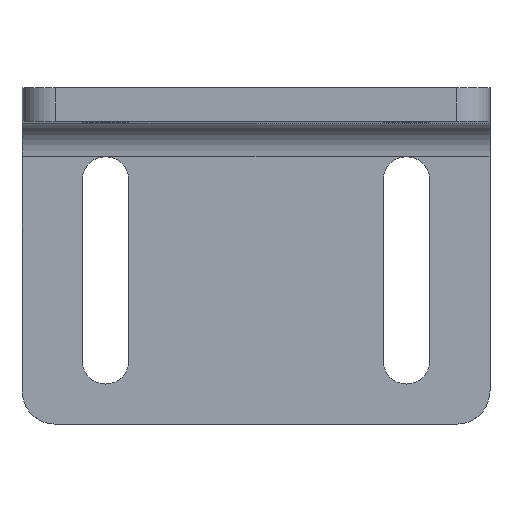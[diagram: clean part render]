
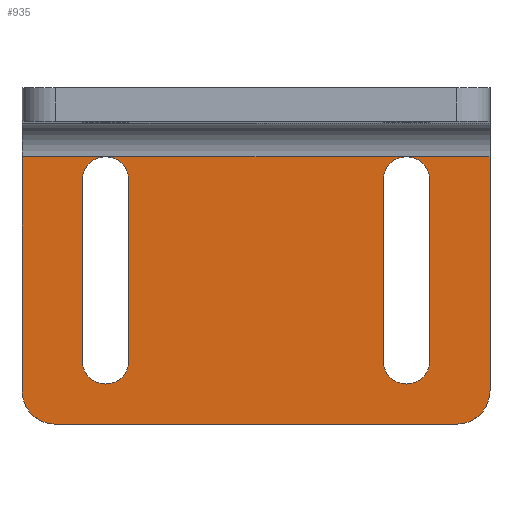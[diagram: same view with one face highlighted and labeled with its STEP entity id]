
A CAD part, top view. The second image highlights one B-rep face of the part: STEP entity #935.
In plain terms, the highlighted planar face has unit normal (0, 0, 1).
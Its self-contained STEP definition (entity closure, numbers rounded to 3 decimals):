
#237=CARTESIAN_POINT('',(-35.,-45.0,5.0));
#238=VERTEX_POINT('',#237);
#245=CARTESIAN_POINT('',(-35.,-10.,5.0));
#246=VERTEX_POINT('',#245);
#247=CARTESIAN_POINT('',(-35.,-45.0,5.0));
#248=DIRECTION('',(0.0,1.0,0.0));
#249=VECTOR('',#248,35.0);
#250=LINE('',#247,#249);
#251=EDGE_CURVE('',#238,#246,#250,.T.);
#285=CARTESIAN_POINT('',(-30.,-50.0,5.0));
#286=VERTEX_POINT('',#285);
#287=CARTESIAN_POINT('',(-30.,-45.0,5.0));
#288=DIRECTION('',(0.0,0.0,-1.));
#289=DIRECTION('',(-0.707,-0.707,0.0));
#290=AXIS2_PLACEMENT_3D('',#287,#288,#289);
#291=CIRCLE('',#290,5.);
#292=EDGE_CURVE('',#286,#238,#291,.T.);
#461=CARTESIAN_POINT('',(35.0,-10.0,5.0));
#462=VERTEX_POINT('',#461);
#479=CARTESIAN_POINT('',(-22.5,-10.,5.0));
#480=VERTEX_POINT('',#479);
#481=CARTESIAN_POINT('',(-35.,-10.,5.0));
#482=DIRECTION('',(1.0,0.0,0.0));
#483=VECTOR('',#482,12.5);
#484=LINE('',#481,#483);
#485=EDGE_CURVE('',#246,#480,#484,.T.);
#487=CARTESIAN_POINT('',(22.5,-10.,5.0));
#488=VERTEX_POINT('',#487);
#489=CARTESIAN_POINT('',(-22.5,-10.,5.0));
#490=DIRECTION('',(1.0,0.0,0.0));
#491=VECTOR('',#490,45.0);
#492=LINE('',#489,#491);
#493=EDGE_CURVE('',#480,#488,#492,.T.);
#495=CARTESIAN_POINT('',(22.5,-10.,5.0));
#496=DIRECTION('',(1.0,0.0,0.0));
#497=VECTOR('',#496,12.5);
#498=LINE('',#495,#497);
#499=EDGE_CURVE('',#488,#462,#498,.T.);
#642=CARTESIAN_POINT('',(35.,-45.,5.0));
#643=VERTEX_POINT('',#642);
#644=CARTESIAN_POINT('',(35.0,-10.0,5.0));
#645=DIRECTION('',(0.0,-1.0,0.0));
#646=VECTOR('',#645,35.);
#647=LINE('',#644,#646);
#648=EDGE_CURVE('',#462,#643,#647,.T.);
#665=CARTESIAN_POINT('',(30.,-50.,5.0));
#666=VERTEX_POINT('',#665);
#667=CARTESIAN_POINT('',(30.,-45.,5.0));
#668=DIRECTION('',(0.0,0.0,-1.));
#669=DIRECTION('',(0.707,-0.707,0.0));
#670=AXIS2_PLACEMENT_3D('',#667,#668,#669);
#671=CIRCLE('',#670,5.);
#672=EDGE_CURVE('',#643,#666,#671,.T.);
#833=CARTESIAN_POINT('',(-17.5,-25.,5.0));
#834=DIRECTION('',(0.0,0.0,1.0));
#835=DIRECTION('',(1.0,0.0,0.0));
#836=AXIS2_PLACEMENT_3D('',#833,#834,#835);
#837=PLANE('',#836);
#838=ORIENTED_EDGE('',*,*,#292,.F.);
#839=CARTESIAN_POINT('',(30.,-50.,5.0));
#840=DIRECTION('',(-1.0,0.0,0.0));
#841=VECTOR('',#840,60.);
#842=LINE('',#839,#841);
#843=EDGE_CURVE('',#666,#286,#842,.T.);
#844=ORIENTED_EDGE('',*,*,#843,.F.);
#845=ORIENTED_EDGE('',*,*,#672,.F.);
#846=ORIENTED_EDGE('',*,*,#648,.F.);
#847=ORIENTED_EDGE('',*,*,#499,.F.);
#848=CARTESIAN_POINT('',(26.,-13.5,5.0));
#849=VERTEX_POINT('',#848);
#850=CARTESIAN_POINT('',(22.5,-13.5,5.0));
#851=DIRECTION('',(0.0,0.0,-1.0));
#852=DIRECTION('',(-1.0,0.0,0.0));
#853=AXIS2_PLACEMENT_3D('',#850,#851,#852);
#854=CIRCLE('',#853,3.5);
#855=EDGE_CURVE('',#488,#849,#854,.T.);
#856=ORIENTED_EDGE('',*,*,#855,.T.);
#857=CARTESIAN_POINT('',(26.,-40.5,5.0));
#858=VERTEX_POINT('',#857);
#859=CARTESIAN_POINT('',(26.,-13.5,5.0));
#860=DIRECTION('',(0.0,-1.0,0.0));
#861=VECTOR('',#860,27.);
#862=LINE('',#859,#861);
#863=EDGE_CURVE('',#849,#858,#862,.T.);
#864=ORIENTED_EDGE('',*,*,#863,.T.);
#865=CARTESIAN_POINT('',(19.,-40.5,5.0));
#866=VERTEX_POINT('',#865);
#867=CARTESIAN_POINT('',(22.5,-40.5,5.0));
#868=DIRECTION('',(0.0,0.0,-1.0));
#869=DIRECTION('',(-1.0,0.0,0.0));
#870=AXIS2_PLACEMENT_3D('',#867,#868,#869);
#871=CIRCLE('',#870,3.5);
#872=EDGE_CURVE('',#858,#866,#871,.T.);
#873=ORIENTED_EDGE('',*,*,#872,.T.);
#874=CARTESIAN_POINT('',(19.,-13.5,5.0));
#875=VERTEX_POINT('',#874);
#876=CARTESIAN_POINT('',(19.,-40.5,5.0));
#877=DIRECTION('',(0.0,1.0,0.0));
#878=VECTOR('',#877,27.);
#879=LINE('',#876,#878);
#880=EDGE_CURVE('',#866,#875,#879,.T.);
#881=ORIENTED_EDGE('',*,*,#880,.T.);
#882=CARTESIAN_POINT('',(22.5,-13.5,5.0));
#883=DIRECTION('',(0.0,0.0,-1.0));
#884=DIRECTION('',(-1.0,0.0,0.0));
#885=AXIS2_PLACEMENT_3D('',#882,#883,#884);
#886=CIRCLE('',#885,3.5);
#887=EDGE_CURVE('',#875,#488,#886,.T.);
#888=ORIENTED_EDGE('',*,*,#887,.T.);
#889=ORIENTED_EDGE('',*,*,#493,.F.);
#890=CARTESIAN_POINT('',(-19.,-13.5,5.0));
#891=VERTEX_POINT('',#890);
#892=CARTESIAN_POINT('',(-22.5,-13.5,5.0));
#893=DIRECTION('',(0.0,0.0,-1.0));
#894=DIRECTION('',(-1.0,0.0,0.0));
#895=AXIS2_PLACEMENT_3D('',#892,#893,#894);
#896=CIRCLE('',#895,3.5);
#897=EDGE_CURVE('',#480,#891,#896,.T.);
#898=ORIENTED_EDGE('',*,*,#897,.T.);
#899=CARTESIAN_POINT('',(-19.,-40.5,5.0));
#900=VERTEX_POINT('',#899);
#901=CARTESIAN_POINT('',(-19.,-13.5,5.0));
#902=DIRECTION('',(0.0,-1.0,0.0));
#903=VECTOR('',#902,27.);
#904=LINE('',#901,#903);
#905=EDGE_CURVE('',#891,#900,#904,.T.);
#906=ORIENTED_EDGE('',*,*,#905,.T.);
#907=CARTESIAN_POINT('',(-26.,-40.5,5.0));
#908=VERTEX_POINT('',#907);
#909=CARTESIAN_POINT('',(-22.5,-40.5,5.0));
#910=DIRECTION('',(0.0,0.0,-1.0));
#911=DIRECTION('',(-1.0,0.0,0.0));
#912=AXIS2_PLACEMENT_3D('',#909,#910,#911);
#913=CIRCLE('',#912,3.5);
#914=EDGE_CURVE('',#900,#908,#913,.T.);
#915=ORIENTED_EDGE('',*,*,#914,.T.);
#916=CARTESIAN_POINT('',(-26.,-13.5,5.0));
#917=VERTEX_POINT('',#916);
#918=CARTESIAN_POINT('',(-26.,-40.5,5.0));
#919=DIRECTION('',(0.0,1.0,0.0));
#920=VECTOR('',#919,27.);
#921=LINE('',#918,#920);
#922=EDGE_CURVE('',#908,#917,#921,.T.);
#923=ORIENTED_EDGE('',*,*,#922,.T.);
#924=CARTESIAN_POINT('',(-22.5,-13.5,5.0));
#925=DIRECTION('',(0.0,0.0,-1.0));
#926=DIRECTION('',(-1.0,0.0,0.0));
#927=AXIS2_PLACEMENT_3D('',#924,#925,#926);
#928=CIRCLE('',#927,3.5);
#929=EDGE_CURVE('',#917,#480,#928,.T.);
#930=ORIENTED_EDGE('',*,*,#929,.T.);
#931=ORIENTED_EDGE('',*,*,#485,.F.);
#932=ORIENTED_EDGE('',*,*,#251,.F.);
#933=EDGE_LOOP('',(#838,#844,#845,#846,#847,#856,#864,#873,#881,#888,#889,#898,#906,#915,#923,#930,#931,#932));
#934=FACE_OUTER_BOUND('',#933,.T.);
#935=ADVANCED_FACE('',(#934),#837,.T.);
